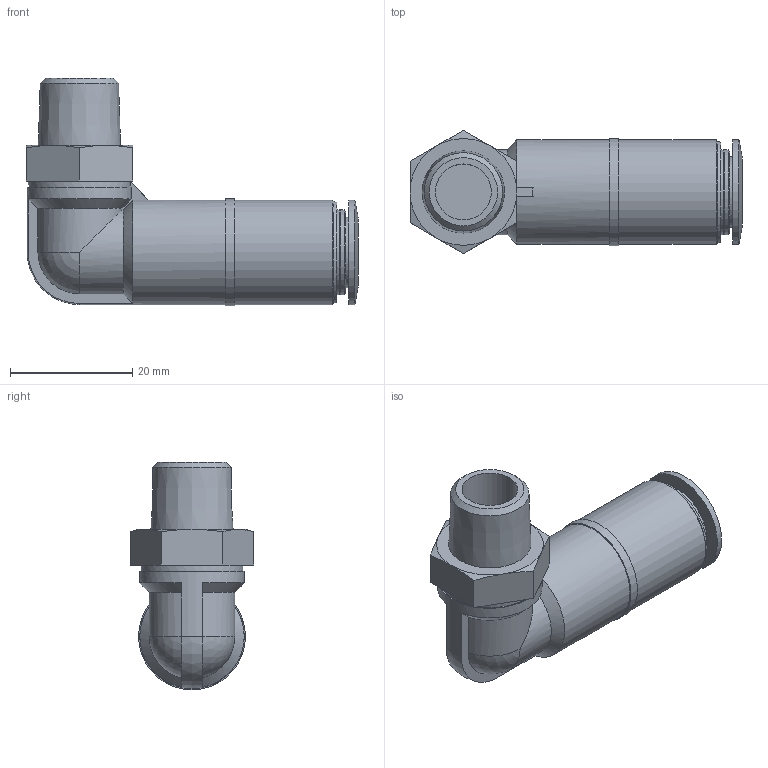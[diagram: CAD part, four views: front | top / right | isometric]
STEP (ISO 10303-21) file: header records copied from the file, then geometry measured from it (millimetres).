
FILE_DESCRIPTION(/* description */ ('STEP AP214'),/* implementation_level */ '2;1');
FILE_NAME(/* name */ '190747_QSKL-1_4-3_8-U',/* time_stamp */ '2024-09-14T08:22:23+02:00',/* author */ ('License CC BY-ND 4.0'),/* organization */ ('CADENAS'),/* preprocessor_version */ 'ST-DEVELOPER v19.3',/* originating_system */ 'PARTsolutions',/* authorisation */ ' ');
FILE_SCHEMA (('AUTOMOTIVE_DESIGN {1 0 10303 214 3 1 1}'));
Length unit declared in the file: millimetre
Products named in the file (1): 190747 QSKL-1/4-3/8-U
Bounding box: 54.34 x 20.18 x 37.25 mm (x, y, z)
Volume: 12818.1 mm3; surface area: 5395.9 mm2
Topology: 1 solids, 1 shells, 60 faces, 134 edges, 83 vertices
Faces by surface type: plane 23, cone 18, cylinder 15, sphere 3, torus 1
Full cylindrical faces by diameter (mm): 9.144 x1, 9.525 x1, 11.525 x1, 13.931 x2, 16.7 x1, 17.1 x3, 17.5 x1
Entity records: 1590 total; most frequent: CARTESIAN_POINT 313, DIRECTION 270, ORIENTED_EDGE 222, AXIS2_PLACEMENT_3D 118, EDGE_CURVE 111, EDGE_LOOP 88, FACE_BOUND 88, VERTEX_POINT 81
